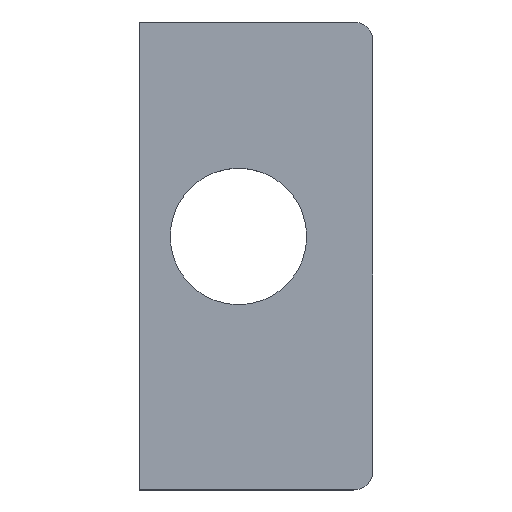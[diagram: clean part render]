
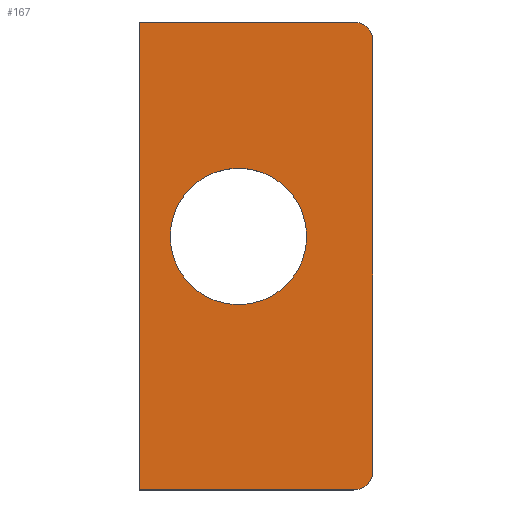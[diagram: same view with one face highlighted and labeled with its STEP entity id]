
A CAD part, top view. The second image highlights one B-rep face of the part: STEP entity #167.
In plain terms, the highlighted planar face has unit normal (0, 0, 1).
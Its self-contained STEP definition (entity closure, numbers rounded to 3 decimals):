
#16=FACE_BOUND('',#42,.T.);
#22=PLANE('',#205);
#31=FACE_OUTER_BOUND('',#41,.T.);
#41=EDGE_LOOP('',(#149,#150,#151,#152,#153,#154));
#42=EDGE_LOOP('',(#155));
#44=LINE('',#263,#59);
#49=LINE('',#277,#64);
#53=LINE('',#289,#68);
#56=LINE('',#294,#71);
#59=VECTOR('',#217,10.);
#64=VECTOR('',#230,10.);
#68=VECTOR('',#242,10.);
#71=VECTOR('',#247,10.);
#74=CIRCLE('',#193,1.75);
#75=CIRCLE('',#196,0.5);
#77=CIRCLE('',#200,0.5);
#80=VERTEX_POINT('',#257);
#81=VERTEX_POINT('',#261);
#82=VERTEX_POINT('',#262);
#85=VERTEX_POINT('',#270);
#87=VERTEX_POINT('',#276);
#89=VERTEX_POINT('',#282);
#91=VERTEX_POINT('',#288);
#95=EDGE_CURVE('',#80,#80,#74,.T.);
#96=EDGE_CURVE('',#81,#82,#44,.T.);
#100=EDGE_CURVE('',#85,#81,#75,.T.);
#103=EDGE_CURVE('',#87,#85,#49,.T.);
#106=EDGE_CURVE('',#89,#87,#77,.T.);
#109=EDGE_CURVE('',#91,#89,#53,.T.);
#112=EDGE_CURVE('',#82,#91,#56,.T.);
#149=ORIENTED_EDGE('',*,*,#112,.F.);
#150=ORIENTED_EDGE('',*,*,#96,.F.);
#151=ORIENTED_EDGE('',*,*,#100,.F.);
#152=ORIENTED_EDGE('',*,*,#103,.F.);
#153=ORIENTED_EDGE('',*,*,#106,.F.);
#154=ORIENTED_EDGE('',*,*,#109,.F.);
#155=ORIENTED_EDGE('',*,*,#95,.F.);
#167=ADVANCED_FACE('',(#31,#16),#22,.F.);
#193=AXIS2_PLACEMENT_3D('',#259,#213,#214);
#196=AXIS2_PLACEMENT_3D('',#271,#223,#224);
#200=AXIS2_PLACEMENT_3D('',#283,#235,#236);
#205=AXIS2_PLACEMENT_3D('',#297,#251,#252);
#213=DIRECTION('center_axis',(0.,0.,1.));
#214=DIRECTION('ref_axis',(1.,0.,0.));
#217=DIRECTION('',(-1.,0.,0.));
#223=DIRECTION('center_axis',(0.,0.,-1.));
#224=DIRECTION('ref_axis',(1.,0.,0.));
#230=DIRECTION('',(0.,-1.,0.));
#235=DIRECTION('center_axis',(0.,0.,-1.));
#236=DIRECTION('ref_axis',(0.,1.,0.));
#242=DIRECTION('',(1.,0.,0.));
#247=DIRECTION('',(0.,1.,0.));
#251=DIRECTION('center_axis',(0.,0.,-1.));
#252=DIRECTION('ref_axis',(-1.,0.,0.));
#257=CARTESIAN_POINT('',(12.1,-28.5,3.));
#259=CARTESIAN_POINT('Origin',(13.85,-28.5,3.));
#261=CARTESIAN_POINT('',(16.8,-35.,3.));
#262=CARTESIAN_POINT('',(11.3,-35.,3.));
#263=CARTESIAN_POINT('',(16.8,-35.,3.));
#270=CARTESIAN_POINT('',(17.3,-34.5,3.));
#271=CARTESIAN_POINT('Origin',(16.8,-34.5,3.));
#276=CARTESIAN_POINT('',(17.3,-23.5,3.));
#277=CARTESIAN_POINT('',(17.3,-23.5,3.));
#282=CARTESIAN_POINT('',(16.8,-23.,3.));
#283=CARTESIAN_POINT('Origin',(16.8,-23.5,3.));
#288=CARTESIAN_POINT('',(11.3,-23.,3.));
#289=CARTESIAN_POINT('',(11.3,-23.,3.));
#294=CARTESIAN_POINT('',(11.3,-35.,3.));
#297=CARTESIAN_POINT('Origin',(14.3,-29.,3.));
